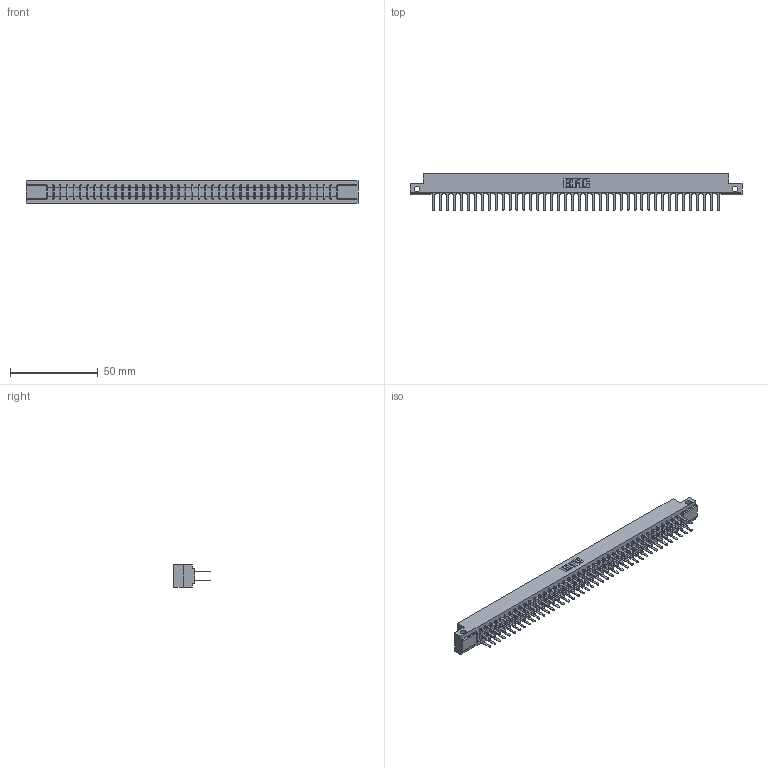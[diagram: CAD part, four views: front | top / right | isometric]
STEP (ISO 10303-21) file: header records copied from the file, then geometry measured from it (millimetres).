
FILE_DESCRIPTION (( 'STEP AP203' ), '1' );
FILE_NAME ('307-084-422-212.STEP', '2020-10-01T11:58:37', ( '' ), ( '' ), 'SwSTEP 2.0', 'SolidWorks 2020', '' );
FILE_SCHEMA (( 'CONFIG_CONTROL_DESIGN' ));
Length unit declared in the file: inch
Products named in the file (3): 307 Part_.128 Dia Side Mounting Holes; 307-290-001_522; 307-084-422-212
Assembly tree (85 placements, depth 2):
  307-084-422-212
    307 Part_.128 Dia Side Mounting Holes
    307-290-001_522  x84
Bounding box: 189.43 x 21.11 x 12.7 mm (x, y, z)
Volume: 20182.8 mm3; surface area: 25596.5 mm2
Topology: 85 solids, 85 shells, 4025 faces, 11243 edges, 7266 vertices
Faces by surface type: plane 2674, cylinder 1265, sphere 86
Entity records: 37320 total; most frequent: CARTESIAN_POINT 6102, ORIENTED_EDGE 6046, DIRECTION 5977, EDGE_CURVE 3023, VECTOR 2319, LINE 2319, VERTEX_POINT 1954, AXIS2_PLACEMENT_3D 1829
